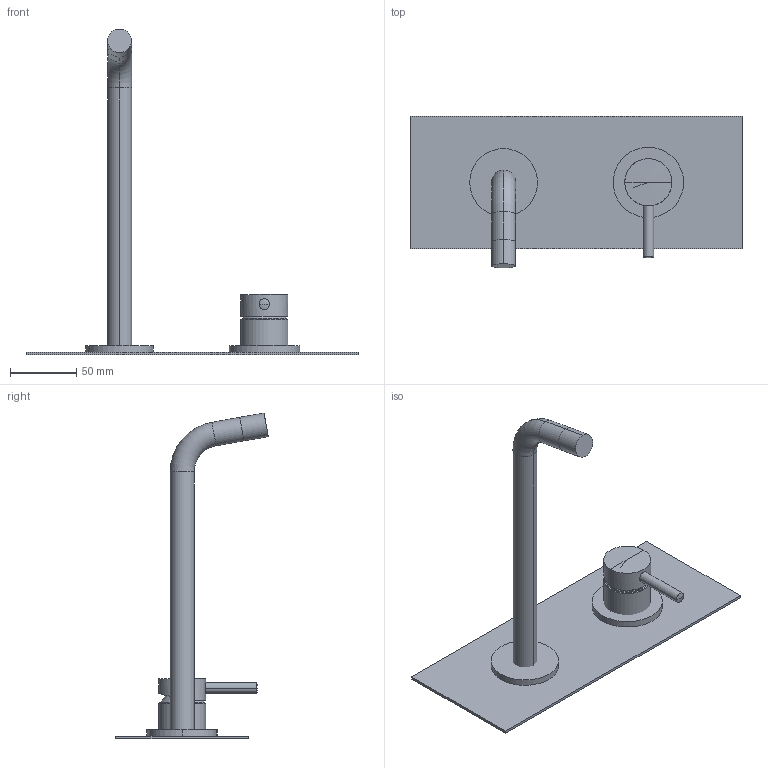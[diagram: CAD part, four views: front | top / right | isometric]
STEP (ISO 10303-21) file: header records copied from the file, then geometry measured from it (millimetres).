
FILE_DESCRIPTION((''),'2;1');
FILE_NAME('LIG103CR-M','2021-01-14T15:03:10',('ut3'),('PAFFONI SpA'),'CREO PARAMETRIC BY PTC INC, 2020044','CREO PARAMETRIC BY PTC INC, 2020044','');
FILE_SCHEMA(('CONFIG_CONTROL_DESIGN','SHAPE_APPEARANCE_LAYERS_GROUPS'));
Length unit declared in the file: millimetre
Products named in the file (1): LIG103CR-M
Bounding box: 250 x 114.78 x 245.38 mm (x, y, z)
Surface area: 85839.3 mm2 (no closed solid volume)
Topology: 0 solids, 10 shells, 55 faces, 130 edges, 82 vertices
Faces by surface type: plane 22, cylinder 21, cone 6, torus 4, sphere 2
Entity records: 2156 total; most frequent: CARTESIAN_POINT 405, DIRECTION 280, ORIENTED_EDGE 224, EDGE_CURVE 126, AXIS2_PLACEMENT_3D 111, VERTEX_POINT 82, FILL_AREA_STYLE_COLOUR 66, FILL_AREA_STYLE 66
